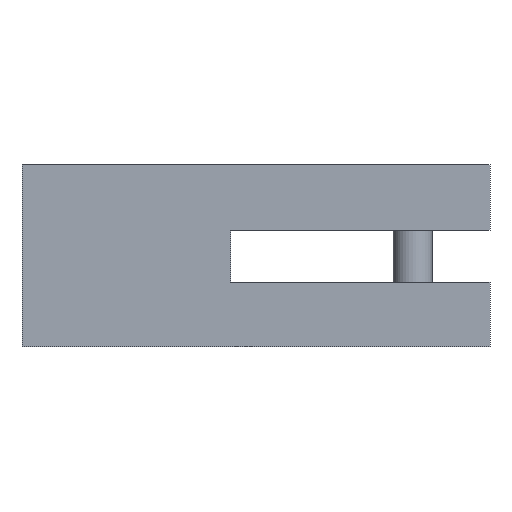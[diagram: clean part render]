
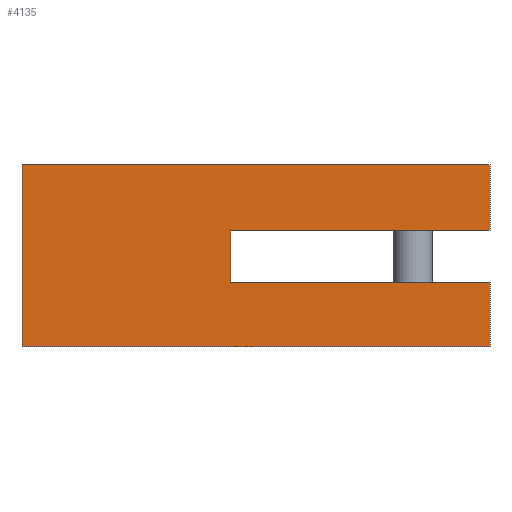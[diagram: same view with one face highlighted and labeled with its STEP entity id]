
A CAD part, front view. The second image highlights one B-rep face of the part: STEP entity #4135.
In plain terms, the highlighted planar face has unit normal (0, -1, 0).
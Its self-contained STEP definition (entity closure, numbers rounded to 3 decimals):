
#128 = PLANE('',#129);
#129 = AXIS2_PLACEMENT_3D('',#130,#131,#132);
#130 = CARTESIAN_POINT('',(-26.154,107.106,
    10.651));
#131 = DIRECTION('',(0.,0.,1.));
#132 = DIRECTION('',(1.,0.,0.));
#223 = PLANE('',#224);
#224 = AXIS2_PLACEMENT_3D('',#225,#226,#227);
#225 = CARTESIAN_POINT('',(-26.154,107.106,
    2.651));
#226 = DIRECTION('',(0.,0.,-1.));
#227 = DIRECTION('',(-1.,0.,0.));
#274 = PLANE('',#275);
#275 = AXIS2_PLACEMENT_3D('',#276,#277,#278);
#276 = CARTESIAN_POINT('',(-98.154,-1.637,
    20.651));
#277 = DIRECTION('',(0.,0.,-1.));
#278 = DIRECTION('',(-1.,0.,0.));
#405 = VERTEX_POINT('',#406);
#406 = CARTESIAN_POINT('',(-98.154,-41.637,
    20.651));
#420 = PLANE('',#421);
#421 = AXIS2_PLACEMENT_3D('',#422,#423,#424);
#422 = CARTESIAN_POINT('',(-98.154,-1.637,
    20.651));
#423 = DIRECTION('',(1.,0.,0.));
#424 = DIRECTION('',(0.,1.,0.));
#432 = EDGE_CURVE('',#405,#433,#435,.T.);
#433 = VERTEX_POINT('',#434);
#434 = CARTESIAN_POINT('',(-26.154,-41.637,
    20.651));
#435 = SURFACE_CURVE('',#436,(#440,#447),.PCURVE_S1.);
#436 = LINE('',#437,#438);
#437 = CARTESIAN_POINT('',(-98.154,-41.637,
    20.651));
#438 = VECTOR('',#439,1.);
#439 = DIRECTION('',(1.,0.,0.));
#440 = PCURVE('',#274,#441);
#441 = DEFINITIONAL_REPRESENTATION('',(#442),#446);
#442 = LINE('',#443,#444);
#443 = CARTESIAN_POINT('',(0.,-40.));
#444 = VECTOR('',#445,1.);
#445 = DIRECTION('',(-1.,0.));
#446 = ( GEOMETRIC_REPRESENTATION_CONTEXT(2) 
PARAMETRIC_REPRESENTATION_CONTEXT() REPRESENTATION_CONTEXT('2D SPACE',''
  ) );
#447 = PCURVE('',#448,#453);
#448 = PLANE('',#449);
#449 = AXIS2_PLACEMENT_3D('',#450,#451,#452);
#450 = CARTESIAN_POINT('',(-26.154,-41.637,
    20.651));
#451 = DIRECTION('',(0.,1.,0.));
#452 = DIRECTION('',(-1.,0.,0.));
#453 = DEFINITIONAL_REPRESENTATION('',(#454),#458);
#454 = LINE('',#455,#456);
#455 = CARTESIAN_POINT('',(72.,0.));
#456 = VECTOR('',#457,1.);
#457 = DIRECTION('',(-1.,0.));
#458 = ( GEOMETRIC_REPRESENTATION_CONTEXT(2) 
PARAMETRIC_REPRESENTATION_CONTEXT() REPRESENTATION_CONTEXT('2D SPACE',''
  ) );
#476 = PLANE('',#477);
#477 = AXIS2_PLACEMENT_3D('',#478,#479,#480);
#478 = CARTESIAN_POINT('',(-26.154,-41.637,
    20.651));
#479 = DIRECTION('',(-1.,0.,0.));
#480 = DIRECTION('',(0.,-1.,0.));
#867 = VERTEX_POINT('',#868);
#868 = CARTESIAN_POINT('',(-98.154,-41.637,
    -7.349));
#882 = PLANE('',#883);
#883 = AXIS2_PLACEMENT_3D('',#884,#885,#886);
#884 = CARTESIAN_POINT('',(-98.154,-1.637,
    -7.349));
#885 = DIRECTION('',(0.,0.,-1.));
#886 = DIRECTION('',(-1.,0.,0.));
#894 = EDGE_CURVE('',#405,#867,#895,.T.);
#895 = SURFACE_CURVE('',#896,(#900,#907),.PCURVE_S1.);
#896 = LINE('',#897,#898);
#897 = CARTESIAN_POINT('',(-98.154,-41.637,
    20.651));
#898 = VECTOR('',#899,1.);
#899 = DIRECTION('',(0.,0.,-1.));
#900 = PCURVE('',#420,#901);
#901 = DEFINITIONAL_REPRESENTATION('',(#902),#906);
#902 = LINE('',#903,#904);
#903 = CARTESIAN_POINT('',(-40.,0.));
#904 = VECTOR('',#905,1.);
#905 = DIRECTION('',(0.,-1.));
#906 = ( GEOMETRIC_REPRESENTATION_CONTEXT(2) 
PARAMETRIC_REPRESENTATION_CONTEXT() REPRESENTATION_CONTEXT('2D SPACE',''
  ) );
#907 = PCURVE('',#448,#908);
#908 = DEFINITIONAL_REPRESENTATION('',(#909),#913);
#909 = LINE('',#910,#911);
#910 = CARTESIAN_POINT('',(72.,0.));
#911 = VECTOR('',#912,1.);
#912 = DIRECTION('',(0.,-1.));
#913 = ( GEOMETRIC_REPRESENTATION_CONTEXT(2) 
PARAMETRIC_REPRESENTATION_CONTEXT() REPRESENTATION_CONTEXT('2D SPACE',''
  ) );
#1053 = PLANE('',#1054);
#1054 = AXIS2_PLACEMENT_3D('',#1055,#1056,#1057);
#1055 = CARTESIAN_POINT('',(-26.154,-41.637,
    20.651));
#1056 = DIRECTION('',(-1.,0.,0.));
#1057 = DIRECTION('',(0.,-1.,0.));
#1507 = VERTEX_POINT('',#1508);
#1508 = CARTESIAN_POINT('',(-26.154,-41.637,
    10.651));
#1529 = EDGE_CURVE('',#1530,#1507,#1532,.T.);
#1530 = VERTEX_POINT('',#1531);
#1531 = CARTESIAN_POINT('',(-66.054,-41.637,
    10.651));
#1532 = SURFACE_CURVE('',#1533,(#1537,#1544),.PCURVE_S1.);
#1533 = LINE('',#1534,#1535);
#1534 = CARTESIAN_POINT('',(-66.054,-41.637,
    10.651));
#1535 = VECTOR('',#1536,1.);
#1536 = DIRECTION('',(1.,0.,0.));
#1537 = PCURVE('',#128,#1538);
#1538 = DEFINITIONAL_REPRESENTATION('',(#1539),#1543);
#1539 = LINE('',#1540,#1541);
#1540 = CARTESIAN_POINT('',(-39.9,-148.743));
#1541 = VECTOR('',#1542,1.);
#1542 = DIRECTION('',(1.,0.));
#1543 = ( GEOMETRIC_REPRESENTATION_CONTEXT(2) 
PARAMETRIC_REPRESENTATION_CONTEXT() REPRESENTATION_CONTEXT('2D SPACE',''
  ) );
#1544 = PCURVE('',#448,#1545);
#1545 = DEFINITIONAL_REPRESENTATION('',(#1546),#1550);
#1546 = LINE('',#1547,#1548);
#1547 = CARTESIAN_POINT('',(39.9,-10.));
#1548 = VECTOR('',#1549,1.);
#1549 = DIRECTION('',(-1.,0.));
#1550 = ( GEOMETRIC_REPRESENTATION_CONTEXT(2) 
PARAMETRIC_REPRESENTATION_CONTEXT() REPRESENTATION_CONTEXT('2D SPACE',''
  ) );
#1568 = PLANE('',#1569);
#1569 = AXIS2_PLACEMENT_3D('',#1570,#1571,#1572);
#1570 = CARTESIAN_POINT('',(-66.054,107.106,
    2.651));
#1571 = DIRECTION('',(-1.,0.,0.));
#1572 = DIRECTION('',(0.,-1.,0.));
#3506 = VERTEX_POINT('',#3507);
#3507 = CARTESIAN_POINT('',(-26.154,-41.637,
    -7.349));
#3528 = EDGE_CURVE('',#867,#3506,#3529,.T.);
#3529 = SURFACE_CURVE('',#3530,(#3534,#3541),.PCURVE_S1.);
#3530 = LINE('',#3531,#3532);
#3531 = CARTESIAN_POINT('',(-98.154,-41.637,
    -7.349));
#3532 = VECTOR('',#3533,1.);
#3533 = DIRECTION('',(1.,0.,0.));
#3534 = PCURVE('',#882,#3535);
#3535 = DEFINITIONAL_REPRESENTATION('',(#3536),#3540);
#3536 = LINE('',#3537,#3538);
#3537 = CARTESIAN_POINT('',(0.,-40.));
#3538 = VECTOR('',#3539,1.);
#3539 = DIRECTION('',(-1.,0.));
#3540 = ( GEOMETRIC_REPRESENTATION_CONTEXT(2) 
PARAMETRIC_REPRESENTATION_CONTEXT() REPRESENTATION_CONTEXT('2D SPACE',''
  ) );
#3541 = PCURVE('',#448,#3542);
#3542 = DEFINITIONAL_REPRESENTATION('',(#3543),#3547);
#3543 = LINE('',#3544,#3545);
#3544 = CARTESIAN_POINT('',(72.,-28.));
#3545 = VECTOR('',#3546,1.);
#3546 = DIRECTION('',(-1.,0.));
#3547 = ( GEOMETRIC_REPRESENTATION_CONTEXT(2) 
PARAMETRIC_REPRESENTATION_CONTEXT() REPRESENTATION_CONTEXT('2D SPACE',''
  ) );
#3991 = VERTEX_POINT('',#3992);
#3992 = CARTESIAN_POINT('',(-26.154,-41.637,
    2.651));
#4013 = EDGE_CURVE('',#3991,#3506,#4014,.T.);
#4014 = SURFACE_CURVE('',#4015,(#4019,#4026),.PCURVE_S1.);
#4015 = LINE('',#4016,#4017);
#4016 = CARTESIAN_POINT('',(-26.154,-41.637,
    2.651));
#4017 = VECTOR('',#4018,1.);
#4018 = DIRECTION('',(0.,0.,-1.));
#4019 = PCURVE('',#1053,#4020);
#4020 = DEFINITIONAL_REPRESENTATION('',(#4021),#4025);
#4021 = LINE('',#4022,#4023);
#4022 = CARTESIAN_POINT('',(0.,-18.));
#4023 = VECTOR('',#4024,1.);
#4024 = DIRECTION('',(0.,-1.));
#4025 = ( GEOMETRIC_REPRESENTATION_CONTEXT(2) 
PARAMETRIC_REPRESENTATION_CONTEXT() REPRESENTATION_CONTEXT('2D SPACE',''
  ) );
#4026 = PCURVE('',#448,#4027);
#4027 = DEFINITIONAL_REPRESENTATION('',(#4028),#4032);
#4028 = LINE('',#4029,#4030);
#4029 = CARTESIAN_POINT('',(0.,-18.));
#4030 = VECTOR('',#4031,1.);
#4031 = DIRECTION('',(0.,-1.));
#4032 = ( GEOMETRIC_REPRESENTATION_CONTEXT(2) 
PARAMETRIC_REPRESENTATION_CONTEXT() REPRESENTATION_CONTEXT('2D SPACE',''
  ) );
#4135 = ADVANCED_FACE('',(#4136),#448,.F.);
#4136 = FACE_BOUND('',#4137,.T.);
#4137 = EDGE_LOOP('',(#4138,#4139,#4162,#4183,#4184,#4205,#4206,#4207));
#4138 = ORIENTED_EDGE('',*,*,#4013,.F.);
#4139 = ORIENTED_EDGE('',*,*,#4140,.T.);
#4140 = EDGE_CURVE('',#3991,#4141,#4143,.T.);
#4141 = VERTEX_POINT('',#4142);
#4142 = CARTESIAN_POINT('',(-66.054,-41.637,
    2.651));
#4143 = SURFACE_CURVE('',#4144,(#4148,#4155),.PCURVE_S1.);
#4144 = LINE('',#4145,#4146);
#4145 = CARTESIAN_POINT('',(-26.154,-41.637,
    2.651));
#4146 = VECTOR('',#4147,1.);
#4147 = DIRECTION('',(-1.,0.,0.));
#4148 = PCURVE('',#448,#4149);
#4149 = DEFINITIONAL_REPRESENTATION('',(#4150),#4154);
#4150 = LINE('',#4151,#4152);
#4151 = CARTESIAN_POINT('',(0.,-18.));
#4152 = VECTOR('',#4153,1.);
#4153 = DIRECTION('',(1.,0.));
#4154 = ( GEOMETRIC_REPRESENTATION_CONTEXT(2) 
PARAMETRIC_REPRESENTATION_CONTEXT() REPRESENTATION_CONTEXT('2D SPACE',''
  ) );
#4155 = PCURVE('',#223,#4156);
#4156 = DEFINITIONAL_REPRESENTATION('',(#4157),#4161);
#4157 = LINE('',#4158,#4159);
#4158 = CARTESIAN_POINT('',(0.,-148.743));
#4159 = VECTOR('',#4160,1.);
#4160 = DIRECTION('',(1.,0.));
#4161 = ( GEOMETRIC_REPRESENTATION_CONTEXT(2) 
PARAMETRIC_REPRESENTATION_CONTEXT() REPRESENTATION_CONTEXT('2D SPACE',''
  ) );
#4162 = ORIENTED_EDGE('',*,*,#4163,.T.);
#4163 = EDGE_CURVE('',#4141,#1530,#4164,.T.);
#4164 = SURFACE_CURVE('',#4165,(#4169,#4176),.PCURVE_S1.);
#4165 = LINE('',#4166,#4167);
#4166 = CARTESIAN_POINT('',(-66.054,-41.637,
    2.651));
#4167 = VECTOR('',#4168,1.);
#4168 = DIRECTION('',(0.,0.,1.));
#4169 = PCURVE('',#448,#4170);
#4170 = DEFINITIONAL_REPRESENTATION('',(#4171),#4175);
#4171 = LINE('',#4172,#4173);
#4172 = CARTESIAN_POINT('',(39.9,-18.));
#4173 = VECTOR('',#4174,1.);
#4174 = DIRECTION('',(0.,1.));
#4175 = ( GEOMETRIC_REPRESENTATION_CONTEXT(2) 
PARAMETRIC_REPRESENTATION_CONTEXT() REPRESENTATION_CONTEXT('2D SPACE',''
  ) );
#4176 = PCURVE('',#1568,#4177);
#4177 = DEFINITIONAL_REPRESENTATION('',(#4178),#4182);
#4178 = LINE('',#4179,#4180);
#4179 = CARTESIAN_POINT('',(148.743,0.));
#4180 = VECTOR('',#4181,1.);
#4181 = DIRECTION('',(0.,1.));
#4182 = ( GEOMETRIC_REPRESENTATION_CONTEXT(2) 
PARAMETRIC_REPRESENTATION_CONTEXT() REPRESENTATION_CONTEXT('2D SPACE',''
  ) );
#4183 = ORIENTED_EDGE('',*,*,#1529,.T.);
#4184 = ORIENTED_EDGE('',*,*,#4185,.F.);
#4185 = EDGE_CURVE('',#433,#1507,#4186,.T.);
#4186 = SURFACE_CURVE('',#4187,(#4191,#4198),.PCURVE_S1.);
#4187 = LINE('',#4188,#4189);
#4188 = CARTESIAN_POINT('',(-26.154,-41.637,
    20.651));
#4189 = VECTOR('',#4190,1.);
#4190 = DIRECTION('',(0.,0.,-1.));
#4191 = PCURVE('',#448,#4192);
#4192 = DEFINITIONAL_REPRESENTATION('',(#4193),#4197);
#4193 = LINE('',#4194,#4195);
#4194 = CARTESIAN_POINT('',(0.,0.));
#4195 = VECTOR('',#4196,1.);
#4196 = DIRECTION('',(0.,-1.));
#4197 = ( GEOMETRIC_REPRESENTATION_CONTEXT(2) 
PARAMETRIC_REPRESENTATION_CONTEXT() REPRESENTATION_CONTEXT('2D SPACE',''
  ) );
#4198 = PCURVE('',#476,#4199);
#4199 = DEFINITIONAL_REPRESENTATION('',(#4200),#4204);
#4200 = LINE('',#4201,#4202);
#4201 = CARTESIAN_POINT('',(0.,0.));
#4202 = VECTOR('',#4203,1.);
#4203 = DIRECTION('',(0.,-1.));
#4204 = ( GEOMETRIC_REPRESENTATION_CONTEXT(2) 
PARAMETRIC_REPRESENTATION_CONTEXT() REPRESENTATION_CONTEXT('2D SPACE',''
  ) );
#4205 = ORIENTED_EDGE('',*,*,#432,.F.);
#4206 = ORIENTED_EDGE('',*,*,#894,.T.);
#4207 = ORIENTED_EDGE('',*,*,#3528,.T.);
